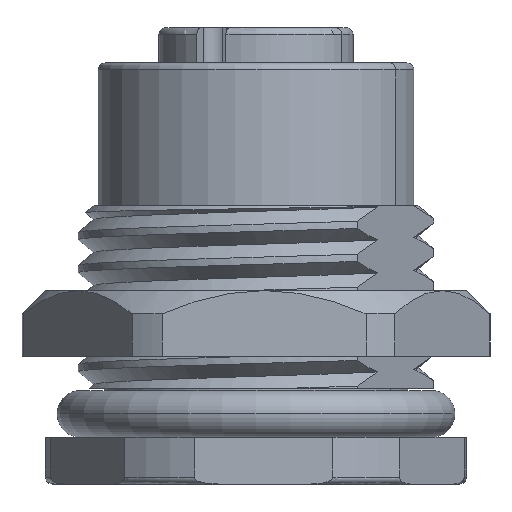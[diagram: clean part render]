
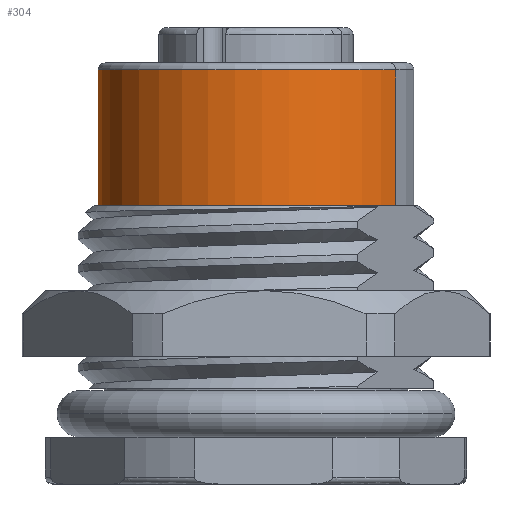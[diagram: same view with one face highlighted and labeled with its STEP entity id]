
A CAD part, front view. The second image highlights one B-rep face of the part: STEP entity #304.
In plain terms, the highlighted cylindrical face has radius 6.75 mm (diameter 13.5 mm), a partial arc.
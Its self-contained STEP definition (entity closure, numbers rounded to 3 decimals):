
#304 = ADVANCED_FACE ( 'NONE', ( #7804 ), #7795, .T. ) ;
#1308 = CARTESIAN_POINT ( 'NONE',  ( 0., 0., 17.7 ) ) ;
#1309 = DIRECTION ( 'NONE',  ( 0., 0., -1. ) ) ;
#1310 = DIRECTION ( 'NONE',  ( 1., 0., 0. ) ) ;
#2521 = VERTEX_POINT ( 'NONE', #9090 ) ;
#2578 = VERTEX_POINT ( 'NONE', #9140 ) ;
#2585 = VERTEX_POINT ( 'NONE', #9147 ) ;
#2653 = VERTEX_POINT ( 'NONE', #9214 ) ;
#3322 = DIRECTION ( 'NONE',  ( 1., 0., 0. ) ) ;
#3325 = DIRECTION ( 'NONE',  ( 0., 0., 1. ) ) ;
#3326 = CARTESIAN_POINT ( 'NONE',  ( 0., 0., 11.9 ) ) ;
#3720 = VECTOR ( 'NONE', #9780, 1000. ) ;
#3898 = VECTOR ( 'NONE', #9764, 1000. ) ;
#3977 = LINE ( 'NONE', #9777, #3720 ) ;
#3978 = LINE ( 'NONE', #9769, #3898 ) ;
#4475 = CARTESIAN_POINT ( 'NONE',  ( 0., 0., 11.9 ) ) ;
#4476 = DIRECTION ( 'NONE',  ( 0., 0., 1. ) ) ;
#4477 = DIRECTION ( 'NONE',  ( 1., 0., 0. ) ) ;
#7439 = EDGE_CURVE ( 'NONE', #2521, #2585, #3978, .T. ) ;
#7441 = EDGE_CURVE ( 'NONE', #2653, #2578, #3977, .T. ) ;
#7527 = EDGE_CURVE ( 'NONE', #2521, #2653, #8887, .T. ) ;
#7795 = CYLINDRICAL_SURFACE ( 'NONE', #10584, 6.75 ) ;
#7804 = FACE_OUTER_BOUND ( 'NONE', #12622, .T. ) ;
#8031 = CIRCLE ( 'NONE', #10707, 6.75 ) ;
#8887 = CIRCLE ( 'NONE', #11119, 6.75 ) ;
#9090 = CARTESIAN_POINT ( 'NONE',  ( -6.75, 0., 11.9 ) ) ;
#9140 = CARTESIAN_POINT ( 'NONE',  ( 6.75, 0., 17.7 ) ) ;
#9147 = CARTESIAN_POINT ( 'NONE',  ( -6.75, 0., 17.7 ) ) ;
#9214 = CARTESIAN_POINT ( 'NONE',  ( 6.75, 0., 11.9 ) ) ;
#9764 = DIRECTION ( 'NONE',  ( 0., 0., 1. ) ) ;
#9769 = CARTESIAN_POINT ( 'NONE',  ( -6.75, 0., 11.9 ) ) ;
#9777 = CARTESIAN_POINT ( 'NONE',  ( 6.75, 0., 11.9 ) ) ;
#9780 = DIRECTION ( 'NONE',  ( 0., 0., 1. ) ) ;
#10584 = AXIS2_PLACEMENT_3D ( 'NONE', #3326, #3325, #3322 ) ;
#10707 = AXIS2_PLACEMENT_3D ( 'NONE', #1308, #1309, #1310 ) ;
#10999 = EDGE_CURVE ( 'NONE', #2578, #2585, #8031, .T. ) ;
#11119 = AXIS2_PLACEMENT_3D ( 'NONE', #4475, #4476, #4477 ) ;
#11629 = ORIENTED_EDGE ( 'NONE', *, *, #10999, .T. ) ;
#11630 = ORIENTED_EDGE ( 'NONE', *, *, #7441, .T. ) ;
#11631 = ORIENTED_EDGE ( 'NONE', *, *, #7527, .T. ) ;
#11632 = ORIENTED_EDGE ( 'NONE', *, *, #7439, .F. ) ;
#12622 = EDGE_LOOP ( 'NONE', ( #11632, #11631, #11630, #11629 ) ) ;
